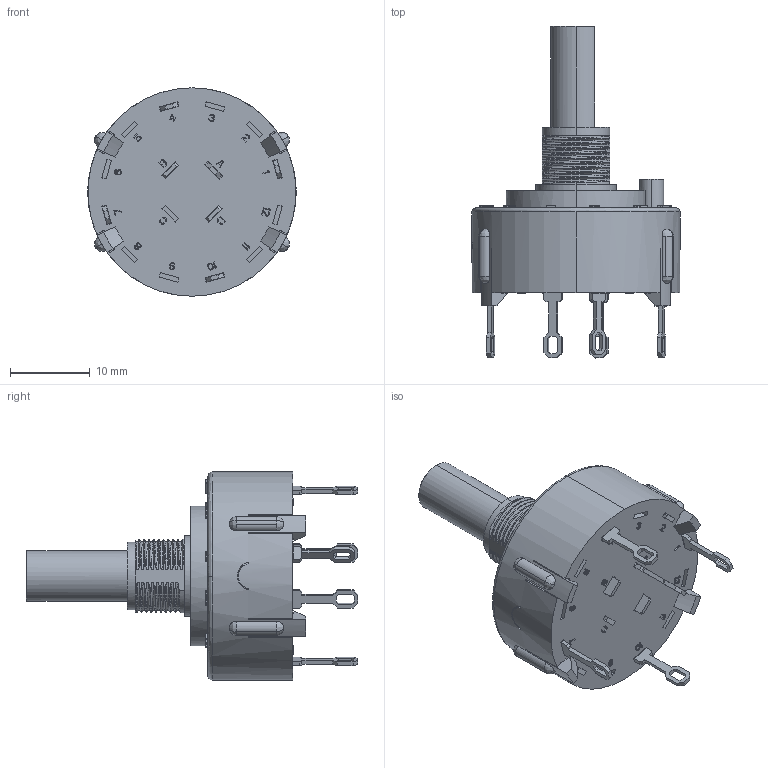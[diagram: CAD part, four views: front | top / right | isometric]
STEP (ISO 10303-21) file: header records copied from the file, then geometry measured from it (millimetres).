
FILE_DESCRIPTION (( 'STEP AP214' ), '1' );
FILE_NAME ('A12405RNZQ.STEP', '2024-02-07T14:26:14', ( '' ), ( '' ), 'SwSTEP 2.0', 'SolidWorks 2024', '' );
FILE_SCHEMA (( 'AUTOMOTIVE_DESIGN' ));
Length unit declared in the file: inch
Products named in the file (1): A12405RNZQ
Bounding box: 26.19 x 41.71 x 26.19 mm (x, y, z)
Volume: 4970.7 mm3; surface area: 6638.1 mm2
Topology: 6 solids, 6 shells, 1801 faces, 5109 edges, 3375 vertices
Faces by surface type: plane 1478, cylinder 207, bspline 83, cone 33
Entity records: 69586 total; most frequent: CARTESIAN_POINT 22378, ORIENTED_EDGE 10218, DIRECTION 7961, EDGE_CURVE 5109, LINE 4291, VECTOR 4291, VERTEX_POINT 3375, EDGE_LOOP 1958
